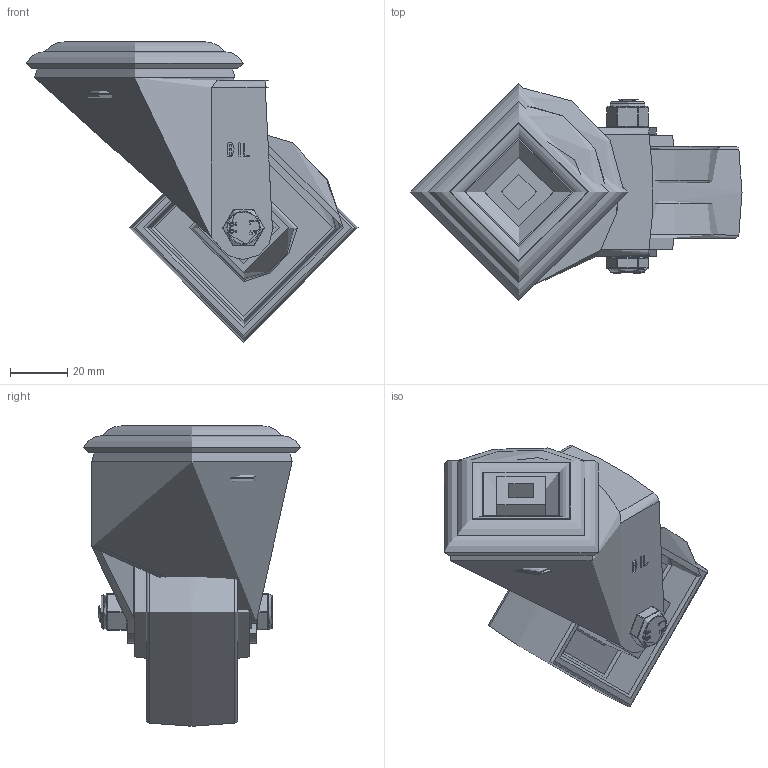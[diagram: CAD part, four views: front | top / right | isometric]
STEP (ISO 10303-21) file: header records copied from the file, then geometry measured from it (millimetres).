
FILE_DESCRIPTION(/* description */ (''),/* implementation_level */ '2;1');
FILE_NAME(/* name */ 'BZMM80PLBBH12BLK.step',/* time_stamp */ '2024-10-01T15:25:55+01:00',/* author */ (''),/* organization */ (''),/* preprocessor_version */ 'ST-DEVELOPER v20',/* originating_system */ 'Autodesk Translation Framework v13.20.0.188',/* authorisation */ '');
FILE_SCHEMA (('AUTOMOTIVE_DESIGN { 1 0 10303 214 3 1 1 }'));
Length unit declared in the file: millimetre
Products named in the file (18): BZMM80PLBBH12BLK; BZMM80ASBH12 v1; ZINC PLATED, PRESSED STEEL FORKS; ZINC PLATED, PRESSED STEEL TOP PLATE; BZMM80WPLRBBLK v1; POLYPROPYLENE WHEEL; ROLLER BEARING; Pattern; Component1; CAGE; TUBEM12X40 v1; ZINC PLATED STEEL TUBE; HEXBOLTM8X55Z8.8 v2; GRADE 8.8 ZINC PLATED BOLT; NYLOCM8Z v1; NYLOC NUT; NUT; RUBBER
Assembly tree (24 placements, depth 5):
  BZMM80PLBBH12BLK
    BZMM80ASBH12 v1
      ZINC PLATED, PRESSED STEEL FORKS
      ZINC PLATED, PRESSED STEEL TOP PLATE
    BZMM80WPLRBBLK v1
      POLYPROPYLENE WHEEL
      ROLLER BEARING
        Pattern
          Component1  x8
        CAGE
    TUBEM12X40 v1
      ZINC PLATED STEEL TUBE
    HEXBOLTM8X55Z8.8 v2
      GRADE 8.8 ZINC PLATED BOLT
    NYLOCM8Z v1
      NYLOC NUT
        NUT
        RUBBER
Bounding box: 116 x 76 x 105 mm (x, y, z)
Volume: 148864 mm3; surface area: 79788.9 mm2
Topology: 16 solids, 16 shells, 403 faces, 943 edges, 594 vertices
Faces by surface type: plane 161, cylinder 136, bspline 39, torus 30, sphere 24, cone 13
Full cylindrical faces by diameter (mm): 0.664 x2, 3.5 x8, 6.446 x7, 7.866 x13, 8 x3, 8.2 x2, 8.4 x1, 8.6 x2, 11.5 x1, 11.9 x1, 12 x1, 12.1 x1, 12.2 x1, 17.5 x1, 19 x1, 21.313 x1, 22 x1, 24 x3, 25 x1, 38 x1, 49.5 x1, 65 x1, 70 x1, 72 x1
Entity records: 17469 total; most frequent: CARTESIAN_POINT 8175, DIRECTION 1847, ORIENTED_EDGE 1832, EDGE_CURVE 916, AXIS2_PLACEMENT_3D 723, VERTEX_POINT 580, EDGE_LOOP 444, LINE 401
